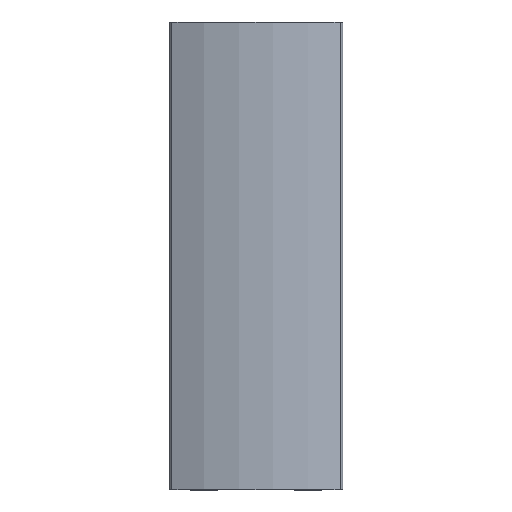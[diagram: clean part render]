
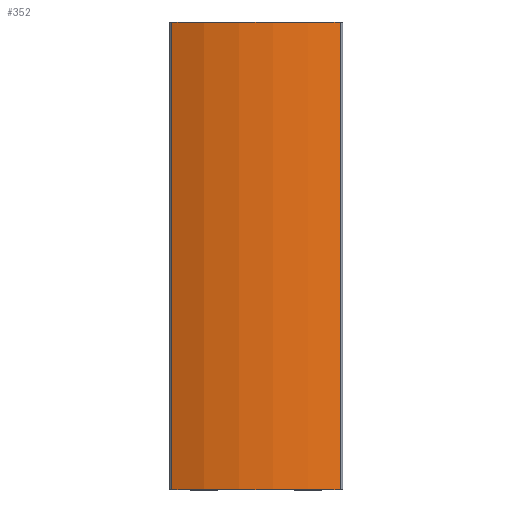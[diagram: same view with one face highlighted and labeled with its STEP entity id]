
A CAD part, top view. The second image highlights one B-rep face of the part: STEP entity #352.
In plain terms, the highlighted cylindrical face has radius 65.075 mm (diameter 130.15 mm), a partial arc.
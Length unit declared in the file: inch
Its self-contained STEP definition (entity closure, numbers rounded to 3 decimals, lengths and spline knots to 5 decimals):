
#287=CARTESIAN_POINT('',(5.69416,8.3258,1.10444));
#288=VERTEX_POINT('',#287);
#296=CARTESIAN_POINT('',(5.69416,2.3258,1.10444));
#297=VERTEX_POINT('',#296);
#298=CARTESIAN_POINT('',(5.69416,5.3258,1.10444));
#299=DIRECTION('',(0.,-1.,0.));
#300=VECTOR('',#299,1.);
#301=LINE('',#298,#300);
#302=EDGE_CURVE('',#288,#297,#301,.T.);
#320=CARTESIAN_POINT('',(3.53593,8.3258,1.10444));
#321=VERTEX_POINT('',#320);
#322=CARTESIAN_POINT('',(4.61505,8.3258,-1.21921));
#323=DIRECTION('',(0.,-1.,0.));
#324=DIRECTION('',(1.,0.,0.));
#325=AXIS2_PLACEMENT_3D('',#322,#323,#324);
#326=CIRCLE('',#325,2.562);
#327=EDGE_CURVE('',#288,#321,#326,.T.);
#328=ORIENTED_EDGE('',*,*,#327,.T.);
#329=CARTESIAN_POINT('',(3.53593,2.3258,1.10444));
#330=VERTEX_POINT('',#329);
#331=CARTESIAN_POINT('',(3.53593,5.3258,1.10444));
#332=DIRECTION('',(0.,-1.,0.));
#333=VECTOR('',#332,1.);
#334=LINE('',#331,#333);
#335=EDGE_CURVE('',#321,#330,#334,.T.);
#336=ORIENTED_EDGE('',*,*,#335,.T.);
#337=CARTESIAN_POINT('',(4.61505,2.3258,-1.21921));
#338=DIRECTION('',(0.,1.,0.));
#339=DIRECTION('',(1.,0.,0.));
#340=AXIS2_PLACEMENT_3D('',#337,#338,#339);
#341=CIRCLE('',#340,2.562);
#342=EDGE_CURVE('',#330,#297,#341,.T.);
#343=ORIENTED_EDGE('',*,*,#342,.T.);
#344=ORIENTED_EDGE('',*,*,#302,.F.);
#345=EDGE_LOOP('',(#328,#336,#343,#344));
#346=FACE_OUTER_BOUND('',#345,.T.);
#347=CARTESIAN_POINT('',(4.61505,5.3258,-1.21921));
#348=DIRECTION('',(0.,1.,0.));
#349=DIRECTION('',(1.,0.,0.));
#350=AXIS2_PLACEMENT_3D('',#347,#348,#349);
#351=CYLINDRICAL_SURFACE('',#350,2.562);
#352=ADVANCED_FACE('',(#346),#351,.T.);
